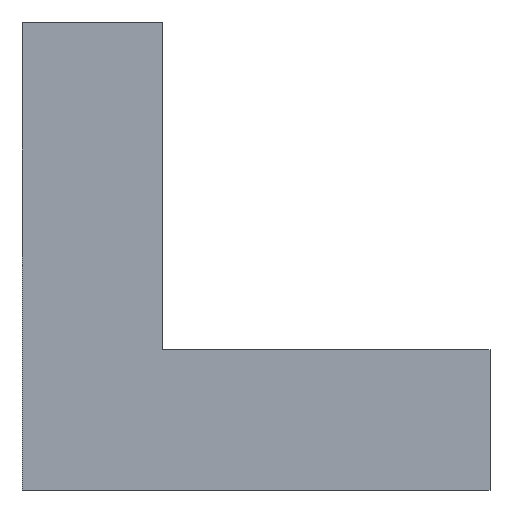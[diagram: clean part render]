
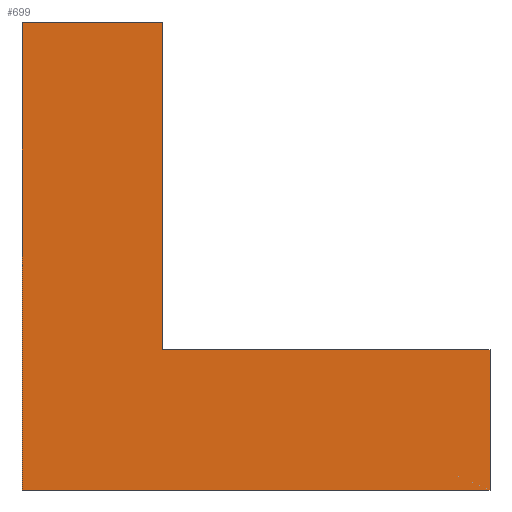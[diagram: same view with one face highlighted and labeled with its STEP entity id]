
A CAD part, front view. The second image highlights one B-rep face of the part: STEP entity #699.
In plain terms, the highlighted planar face has unit normal (0, -1, 0).
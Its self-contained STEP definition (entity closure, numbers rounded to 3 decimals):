
#339=VERTEX_POINT('',#891);
#427=EDGE_CURVE('',#817,#743,#988,.T.);
#465=EDGE_CURVE('',#643,#339,#1030,.T.);
#507=EDGE_CURVE('',#763,#817,#1076,.T.);
#643=VERTEX_POINT('',#1226);
#647=EDGE_CURVE('',#743,#643,#1230,.T.);
#665=EDGE_CURVE('',#801,#763,#1249,.T.);
#679=EDGE_CURVE('',#339,#801,#1265,.T.);
#699=ADVANCED_FACE('',(#1287),#1288,.T.);
#743=VERTEX_POINT('',#1340);
#763=VERTEX_POINT('',#1362);
#801=VERTEX_POINT('',#1406);
#817=VERTEX_POINT('',#1423);
#891=CARTESIAN_POINT('',(30.,-35.0,100.0));
#988=LINE('',#1643,#1644);
#1030=LINE('',#1706,#1707);
#1076=LINE('',#1778,#1779);
#1226=CARTESIAN_POINT('',(0.,-35.0,100.0));
#1230=LINE('',#1992,#1993);
#1249=LINE('',#2019,#2020);
#1265=LINE('',#2038,#2039);
#1287=FACE_OUTER_BOUND('',#2065,.T.);
#1288=PLANE('',#2066);
#1340=CARTESIAN_POINT('',(0.,-35.0,0.));
#1362=CARTESIAN_POINT('',(100.0,-35.0,30.0));
#1406=CARTESIAN_POINT('',(30.,-35.0,30.0));
#1423=CARTESIAN_POINT('',(100.0,-35.0,0.));
#1643=CARTESIAN_POINT('',(0.,-35.0,0.));
#1644=VECTOR('',#2405,1.0);
#1706=CARTESIAN_POINT('',(30.,-35.0,100.0));
#1707=VECTOR('',#2432,1.0);
#1778=CARTESIAN_POINT('',(100.0,-35.0,0.));
#1779=VECTOR('',#2498,1.0);
#1992=CARTESIAN_POINT('',(0.,-35.0,100.0));
#1993=VECTOR('',#2677,1.0);
#2019=CARTESIAN_POINT('',(100.0,-35.0,30.0));
#2020=VECTOR('',#2693,1.0);
#2038=CARTESIAN_POINT('',(30.,-35.0,30.0));
#2039=VECTOR('',#2713,1.0);
#2065=EDGE_LOOP('',(#2738,#2739,#2740,#2741,#2742,#2743));
#2066=AXIS2_PLACEMENT_3D('',#2744,#2745,#2746);
#2405=DIRECTION('',(-1.0,0.0,0.0));
#2432=DIRECTION('',(1.0,0.0,0.0));
#2498=DIRECTION('',(0.0,0.,-1.0));
#2677=DIRECTION('',(0.0,0.,1.0));
#2693=DIRECTION('',(1.0,0.0,0.0));
#2713=DIRECTION('',(0.0,0.,-1.0));
#2738=ORIENTED_EDGE('',*,*,#427,.F.);
#2739=ORIENTED_EDGE('',*,*,#507,.F.);
#2740=ORIENTED_EDGE('',*,*,#665,.F.);
#2741=ORIENTED_EDGE('',*,*,#679,.F.);
#2742=ORIENTED_EDGE('',*,*,#465,.F.);
#2743=ORIENTED_EDGE('',*,*,#647,.F.);
#2744=CARTESIAN_POINT('',(37.75,-35.0,37.75));
#2745=DIRECTION('',(0.0,-1.0,0.));
#2746=DIRECTION('',(1.0,0.0,0.0));
